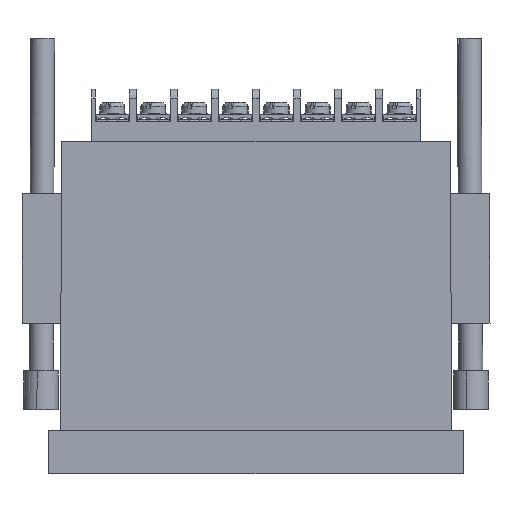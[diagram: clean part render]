
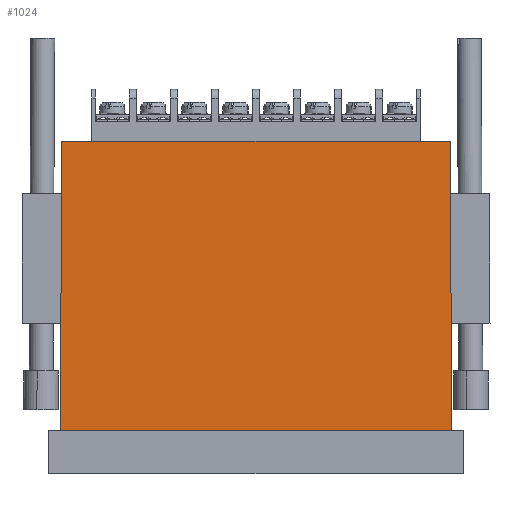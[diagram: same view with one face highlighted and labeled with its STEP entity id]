
A CAD part, front view. The second image highlights one B-rep face of the part: STEP entity #1024.
In plain terms, the highlighted planar face has unit normal (0, -1, 0.005).
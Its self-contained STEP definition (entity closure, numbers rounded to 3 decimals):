
#812 = DIRECTION ( 'NONE',  ( 1., 0., 0. ) ) ;
#1024 = ADVANCED_FACE ( 'NONE', ( #2524 ), #14599, .T. ) ;
#2524 = FACE_OUTER_BOUND ( 'NONE', #15059, .T. ) ;
#3668 = DIRECTION ( 'NONE',  ( 1., 0., 0. ) ) ;
#4046 = ORIENTED_EDGE ( 'NONE', *, *, #11998, .F. ) ;
#4329 = CARTESIAN_POINT ( 'NONE',  ( -45., -22.35, 0. ) ) ;
#4339 = VERTEX_POINT ( 'NONE', #5734 ) ;
#4431 = ORIENTED_EDGE ( 'NONE', *, *, #15123, .T. ) ;
#4778 = EDGE_CURVE ( 'NONE', #4339, #17503, #16067, .T. ) ;
#5734 = CARTESIAN_POINT ( 'NONE',  ( -45., -22.35, 0. ) ) ;
#5799 = DIRECTION ( 'NONE',  ( 0., -1., 0.005 ) ) ;
#7882 = VECTOR ( 'NONE', #3668, 1000. ) ;
#8627 = VERTEX_POINT ( 'NONE', #15400 ) ;
#9337 = DIRECTION ( 'NONE',  ( -0.005, 0.005, 1. ) ) ;
#9522 = CARTESIAN_POINT ( 'NONE',  ( -45., -22.656, -67. ) ) ;
#10547 = CARTESIAN_POINT ( 'NONE',  ( -44.999, -22.349, 0.204 ) ) ;
#11094 = VECTOR ( 'NONE', #812, 1000. ) ;
#11644 = VECTOR ( 'NONE', #9337, 1000. ) ;
#11729 = VERTEX_POINT ( 'NONE', #14453 ) ;
#11998 = EDGE_CURVE ( 'NONE', #11729, #4339, #14692, .T. ) ;
#12487 = EDGE_CURVE ( 'NONE', #8627, #17503, #16425, .T. ) ;
#13818 = CARTESIAN_POINT ( 'NONE',  ( 44.998, -22.348, 0.412 ) ) ;
#14391 = ORIENTED_EDGE ( 'NONE', *, *, #4778, .F. ) ;
#14453 = CARTESIAN_POINT ( 'NONE',  ( -45.306, -22.656, -67. ) ) ;
#14599 = PLANE ( 'NONE',  #14951 ) ;
#14692 = LINE ( 'NONE', #10547, #16055 ) ;
#14937 = LINE ( 'NONE', #9522, #7882 ) ;
#14951 = AXIS2_PLACEMENT_3D ( 'NONE', #4329, #5799, #17601 ) ;
#15059 = EDGE_LOOP ( 'NONE', ( #14391, #4046, #4431, #18051 ) ) ;
#15123 = EDGE_CURVE ( 'NONE', #11729, #8627, #14937, .T. ) ;
#15400 = CARTESIAN_POINT ( 'NONE',  ( 45.306, -22.656, -67. ) ) ;
#16055 = VECTOR ( 'NONE', #16475, 1000. ) ;
#16067 = LINE ( 'NONE', #18160, #11094 ) ;
#16425 = LINE ( 'NONE', #13818, #11644 ) ;
#16475 = DIRECTION ( 'NONE',  ( 0.005, 0.005, 1. ) ) ;
#17503 = VERTEX_POINT ( 'NONE', #17862 ) ;
#17601 = DIRECTION ( 'NONE',  ( 0., -0.005, -1. ) ) ;
#17862 = CARTESIAN_POINT ( 'NONE',  ( 45., -22.35, 0. ) ) ;
#18051 = ORIENTED_EDGE ( 'NONE', *, *, #12487, .T. ) ;
#18160 = CARTESIAN_POINT ( 'NONE',  ( -45., -22.35, 0. ) ) ;
